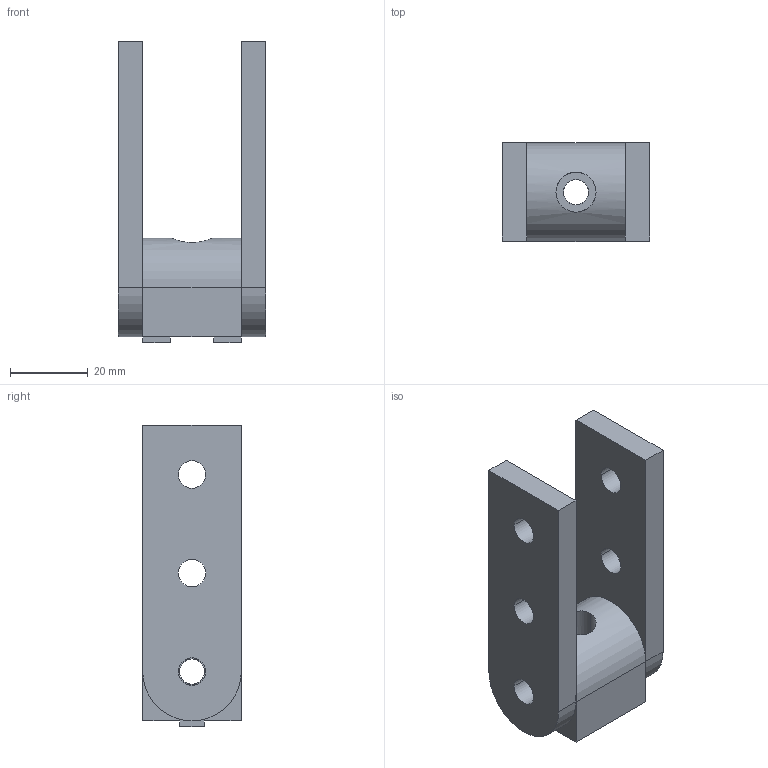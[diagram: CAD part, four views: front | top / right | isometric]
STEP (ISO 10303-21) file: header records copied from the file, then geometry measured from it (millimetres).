
FILE_DESCRIPTION((''),'2;1');
FILE_NAME('10HI8330.stp','2015-07-13T14:24:21',(''),(''),'Mechanical Desktop 2011','Mechanical Desktop 2011',', , ');
FILE_SCHEMA(('AUTOMOTIVE_DESIGN { 1 2 10303 214 1 1 1 1 }'));
Length unit declared in the file: inch
Products named in the file (1): Product
Bounding box: 38.1 x 25.4 x 77.72 mm (x, y, z)
Volume: 35064.6 mm3; surface area: 14633.3 mm2
Topology: 3 solids, 3 shells, 49 faces, 127 edges, 83 vertices
Faces by surface type: cylinder 25, plane 24
Entity records: 1622 total; most frequent: CARTESIAN_POINT 295, DIRECTION 274, ORIENTED_EDGE 254, EDGE_CURVE 127, AXIS2_PLACEMENT_3D 99, VERTEX_POINT 83, VECTOR 76, LINE 76
